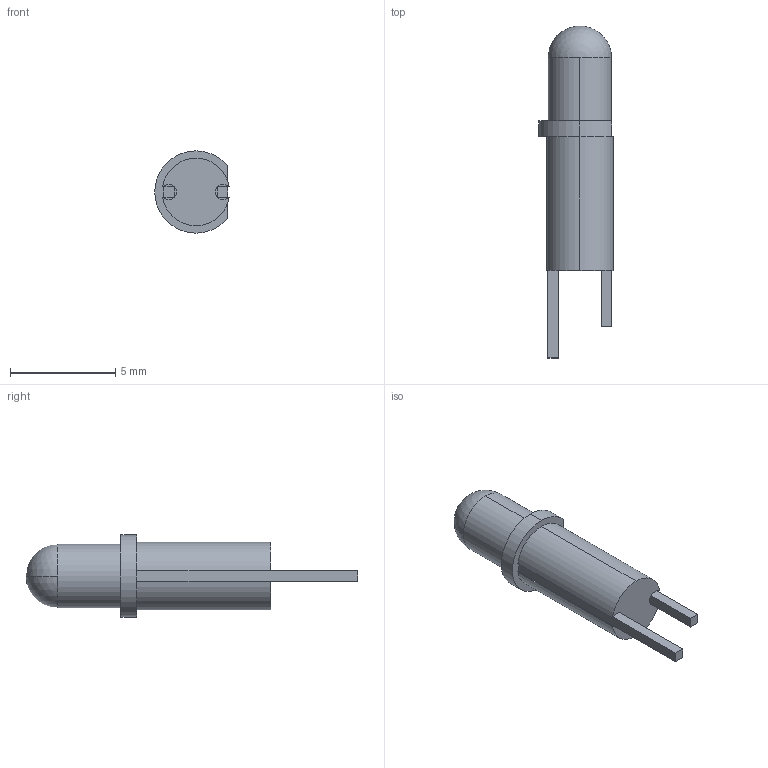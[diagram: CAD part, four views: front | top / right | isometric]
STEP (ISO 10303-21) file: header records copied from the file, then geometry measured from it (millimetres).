
FILE_DESCRIPTION (( 'STEP AP214' ), '1' );
FILE_NAME ('LedRojo3mmSEsp.STEP', '2016-05-04T13:57:35', ( '' ), ( '' ), 'SwSTEP 2.0', 'SolidWorks 2016', '' );
FILE_SCHEMA (( 'AUTOMOTIVE_DESIGN' ));
Length unit declared in the file: millimetre
Products named in the file (1): LedRojo3mmSEsp
Bounding box: 3.53 x 15.75 x 3.9 mm (x, y, z)
Volume: 87.3 mm3; surface area: 201.4 mm2
Topology: 4 solids, 4 shells, 37 faces, 89 edges, 58 vertices
Faces by surface type: plane 21, cylinder 14, sphere 2
Entity records: 1377 total; most frequent: DIRECTION 196, CARTESIAN_POINT 183, ORIENTED_EDGE 174, EDGE_CURVE 87, AXIS2_PLACEMENT_3D 71, VERTEX_POINT 58, LINE 54, VECTOR 54
